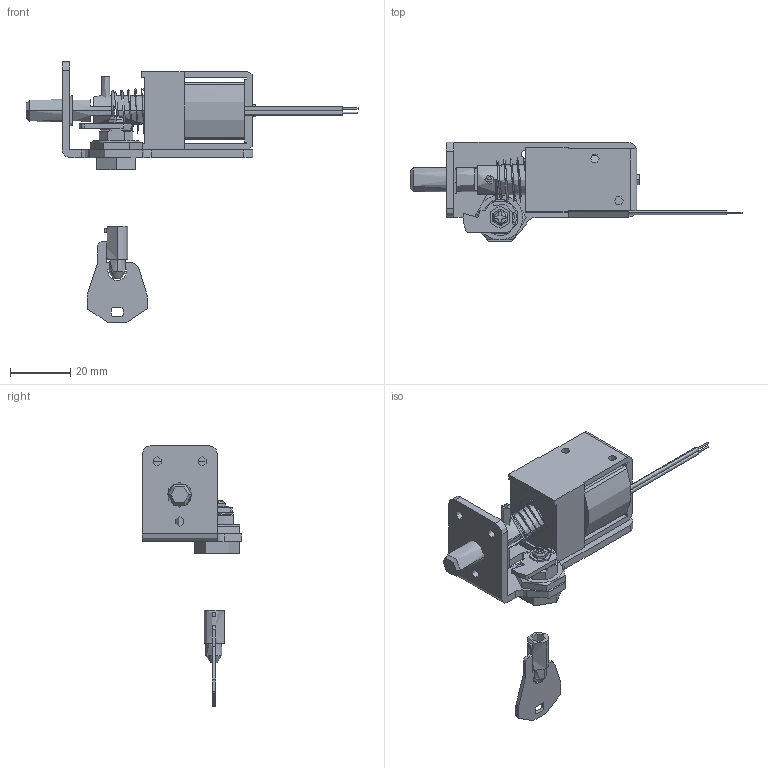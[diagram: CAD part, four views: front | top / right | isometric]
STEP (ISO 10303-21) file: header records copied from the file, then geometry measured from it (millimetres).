
FILE_DESCRIPTION( (''), '2;1');
FILE_NAME ('PC008.19884.TL_442_1_6V_31037.stp','2023-11-06T19:58:04',(''),(''),'spGate 19.8.4 (****-****-****-****)','','');
FILE_SCHEMA (('AUTOMOTIVE_DESIGN'));
Length unit declared in the file: millimetre
Products named in the file (5): Assembly; key; lock; base; latch
Assembly tree (4 placements, depth 2):
  Assembly
    key
    lock
    base
    latch
Bounding box: 110.5 x 33.15 x 86.88 mm (x, y, z)
Volume: 28966.3 mm3; surface area: 15910 mm2
Topology: 4 solids, 4 shells, 377 faces, 1026 edges, 664 vertices
Faces by surface type: plane 189, cylinder 121, bspline 63, sphere 4
Entity records: 23618 total; most frequent: CARTESIAN_POINT 6263, ORIENTED_EDGE 2046, DIRECTION 1822, COLOUR_RGB 1404, PRESENTATION_STYLE_ASSIGNMENT 1404, STYLED_ITEM 1404, EDGE_CURVE 1023, DRAUGHTING_PRE_DEFINED_CURVE_FONT 1023
